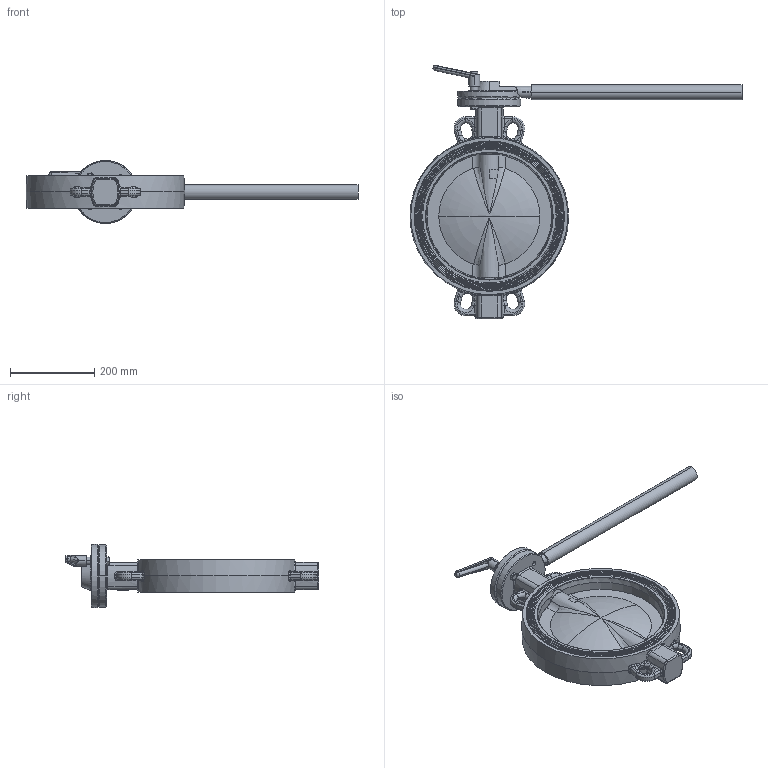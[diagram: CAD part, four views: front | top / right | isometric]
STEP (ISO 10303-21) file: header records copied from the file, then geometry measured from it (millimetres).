
FILE_DESCRIPTION (( 'STEP AP214' ), '1' );
FILE_NAME ('AK08_DN300.STEP', '2023-01-30T09:09:36', ( '' ), ( '' ), 'SwSTEP 2.0', 'SolidWorks 2021', '' );
FILE_SCHEMA (( 'AUTOMOTIVE_DESIGN' ));
Length unit declared in the file: metre
Products named in the file (1): AK08_DN300
Bounding box: 788.42 x 602.8 x 149.81 mm (x, y, z)
Volume: 5790279.4 mm3; surface area: 991969.5 mm2
Topology: 1 solids, 5 shells, 1768 faces, 4646 edges, 2880 vertices
Faces by surface type: plane 664, cylinder 633, torus 188, bspline 142, cone 132, sphere 9
Entity records: 94175 total; most frequent: CARTESIAN_POINT 32045, DIRECTION 9246, ORIENTED_EDGE 9232, EDGE_CURVE 4616, AXIS2_PLACEMENT_3D 3508, VERTEX_POINT 2877, VECTOR 2230, LINE 2230
